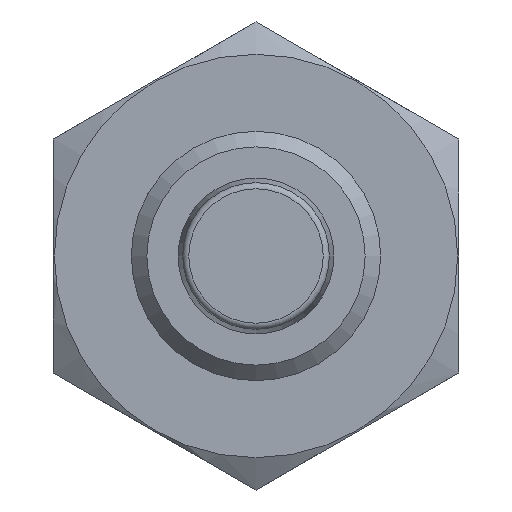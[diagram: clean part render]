
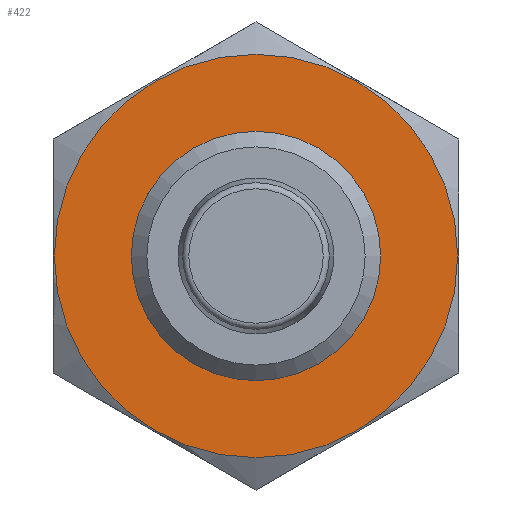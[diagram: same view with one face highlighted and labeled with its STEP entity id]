
A CAD part, front view. The second image highlights one B-rep face of the part: STEP entity #422.
In plain terms, the highlighted face is planar.
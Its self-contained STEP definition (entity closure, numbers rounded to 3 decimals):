
#183=ORIENTED_EDGE('',*,*,#243,.F.);
#184=ORIENTED_EDGE('',*,*,#244,.T.);
#243=EDGE_CURVE('',#280,#280,#293,.T.);
#244=EDGE_CURVE('',#281,#281,#294,.T.);
#280=VERTEX_POINT('',#765);
#281=VERTEX_POINT('',#767);
#293=CIRCLE('',#487,4.);
#294=CIRCLE('',#488,6.468);
#329=EDGE_LOOP('',(#183));
#330=EDGE_LOOP('',(#184));
#371=FACE_BOUND('',#329,.T.);
#372=FACE_BOUND('',#330,.T.);
#398=PLANE('',#486);
#422=ADVANCED_FACE('',(#371,#372),#398,.F.);
#486=AXIS2_PLACEMENT_3D('',#763,#588,#589);
#487=AXIS2_PLACEMENT_3D('',#764,#590,#591);
#488=AXIS2_PLACEMENT_3D('',#766,#592,#593);
#588=DIRECTION('',(-1.,0.,0.));
#589=DIRECTION('',(0.,0.,1.));
#590=DIRECTION('',(1.,0.,0.));
#591=DIRECTION('',(0.,0.,-1.));
#592=DIRECTION('',(1.,0.,0.));
#593=DIRECTION('',(0.,0.,-1.));
#763=CARTESIAN_POINT('',(6.5,6.468,0.));
#764=CARTESIAN_POINT('',(6.5,0.,0.));
#765=CARTESIAN_POINT('',(6.5,0.,-4.));
#766=CARTESIAN_POINT('',(6.5,0.,0.));
#767=CARTESIAN_POINT('',(6.5,0.,-6.468));
